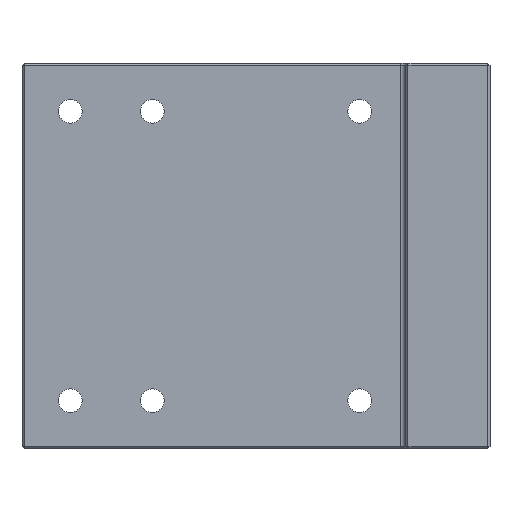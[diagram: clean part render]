
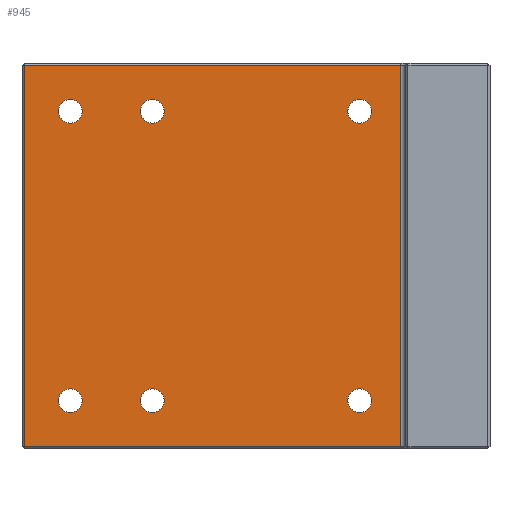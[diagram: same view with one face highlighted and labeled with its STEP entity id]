
A CAD part, front view. The second image highlights one B-rep face of the part: STEP entity #945.
In plain terms, the highlighted planar face has unit normal (0, -1, 0).
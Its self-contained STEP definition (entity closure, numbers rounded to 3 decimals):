
#73=CARTESIAN_POINT('',(0.5,80.5,-39.5));
#74=VERTEX_POINT('',#73);
#105=CARTESIAN_POINT('',(0.5,80.5,39.5));
#106=VERTEX_POINT('',#105);
#699=CARTESIAN_POINT('',(78.5,80.5,39.5));
#700=VERTEX_POINT('',#699);
#730=CARTESIAN_POINT('',(78.5,80.5,-39.5));
#731=VERTEX_POINT('',#730);
#786=CARTESIAN_POINT('',(0.5,80.5,-39.5));
#787=DIRECTION('',(0.0,0.0,1.0));
#788=VECTOR('',#787,79.0);
#789=LINE('',#786,#788);
#790=EDGE_CURVE('',#74,#106,#789,.T.);
#808=CARTESIAN_POINT('',(0.5,80.5,39.5));
#809=DIRECTION('',(1.0,0.0,0.0));
#810=VECTOR('',#809,78.);
#811=LINE('',#808,#810);
#812=EDGE_CURVE('',#106,#700,#811,.T.);
#830=CARTESIAN_POINT('',(78.5,80.5,-39.5));
#831=DIRECTION('',(-1.0,0.0,0.0));
#832=VECTOR('',#831,78.);
#833=LINE('',#830,#832);
#834=EDGE_CURVE('',#731,#74,#833,.T.);
#852=CARTESIAN_POINT('',(78.5,80.5,39.5));
#853=DIRECTION('',(0.0,0.0,-1.0));
#854=VECTOR('',#853,79.0);
#855=LINE('',#852,#854);
#856=EDGE_CURVE('',#700,#731,#855,.T.);
#868=CARTESIAN_POINT('',(79.5,80.5,0.0));
#869=DIRECTION('',(0.0,-1.0,0.0));
#870=DIRECTION('',(0.0,0.0,-1.0));
#871=AXIS2_PLACEMENT_3D('',#868,#869,#870);
#872=PLANE('',#871);
#873=ORIENTED_EDGE('',*,*,#812,.F.);
#874=ORIENTED_EDGE('',*,*,#790,.F.);
#875=ORIENTED_EDGE('',*,*,#834,.F.);
#876=ORIENTED_EDGE('',*,*,#856,.F.);
#877=EDGE_LOOP('',(#873,#874,#875,#876));
#878=FACE_OUTER_BOUND('',#877,.T.);
#879=CARTESIAN_POINT('',(67.541,80.5,-30.0));
#880=VERTEX_POINT('',#879);
#881=CARTESIAN_POINT('',(70.,80.5,-30.0));
#882=DIRECTION('',(0.0,1.0,0.0));
#883=DIRECTION('',(1.0,0.0,0.0));
#884=AXIS2_PLACEMENT_3D('',#881,#882,#883);
#885=CIRCLE('',#884,2.459);
#886=EDGE_CURVE('',#880,#880,#885,.T.);
#887=ORIENTED_EDGE('',*,*,#886,.T.);
#888=EDGE_LOOP('',(#887));
#889=FACE_BOUND('',#888,.T.);
#890=CARTESIAN_POINT('',(67.541,80.5,30.0));
#891=VERTEX_POINT('',#890);
#892=CARTESIAN_POINT('',(70.,80.5,30.0));
#893=DIRECTION('',(0.0,1.0,0.0));
#894=DIRECTION('',(1.0,0.0,0.0));
#895=AXIS2_PLACEMENT_3D('',#892,#893,#894);
#896=CIRCLE('',#895,2.459);
#897=EDGE_CURVE('',#891,#891,#896,.T.);
#898=ORIENTED_EDGE('',*,*,#897,.T.);
#899=EDGE_LOOP('',(#898));
#900=FACE_BOUND('',#899,.T.);
#901=CARTESIAN_POINT('',(7.541,80.5,-30.0));
#902=VERTEX_POINT('',#901);
#903=CARTESIAN_POINT('',(10.,80.5,-30.0));
#904=DIRECTION('',(0.0,1.0,0.0));
#905=DIRECTION('',(1.0,0.0,0.0));
#906=AXIS2_PLACEMENT_3D('',#903,#904,#905);
#907=CIRCLE('',#906,2.459);
#908=EDGE_CURVE('',#902,#902,#907,.T.);
#909=ORIENTED_EDGE('',*,*,#908,.T.);
#910=EDGE_LOOP('',(#909));
#911=FACE_BOUND('',#910,.T.);
#912=CARTESIAN_POINT('',(24.541,80.5,-30.0));
#913=VERTEX_POINT('',#912);
#914=CARTESIAN_POINT('',(27.,80.5,-30.0));
#915=DIRECTION('',(0.0,1.0,0.0));
#916=DIRECTION('',(1.0,0.0,0.0));
#917=AXIS2_PLACEMENT_3D('',#914,#915,#916);
#918=CIRCLE('',#917,2.459);
#919=EDGE_CURVE('',#913,#913,#918,.T.);
#920=ORIENTED_EDGE('',*,*,#919,.T.);
#921=EDGE_LOOP('',(#920));
#922=FACE_BOUND('',#921,.T.);
#923=CARTESIAN_POINT('',(7.541,80.5,30.0));
#924=VERTEX_POINT('',#923);
#925=CARTESIAN_POINT('',(10.,80.5,30.0));
#926=DIRECTION('',(0.0,1.0,0.0));
#927=DIRECTION('',(1.0,0.0,0.0));
#928=AXIS2_PLACEMENT_3D('',#925,#926,#927);
#929=CIRCLE('',#928,2.459);
#930=EDGE_CURVE('',#924,#924,#929,.T.);
#931=ORIENTED_EDGE('',*,*,#930,.T.);
#932=EDGE_LOOP('',(#931));
#933=FACE_BOUND('',#932,.T.);
#934=CARTESIAN_POINT('',(24.541,80.5,30.0));
#935=VERTEX_POINT('',#934);
#936=CARTESIAN_POINT('',(27.,80.5,30.0));
#937=DIRECTION('',(0.0,1.0,0.0));
#938=DIRECTION('',(1.0,0.0,0.0));
#939=AXIS2_PLACEMENT_3D('',#936,#937,#938);
#940=CIRCLE('',#939,2.459);
#941=EDGE_CURVE('',#935,#935,#940,.T.);
#942=ORIENTED_EDGE('',*,*,#941,.T.);
#943=EDGE_LOOP('',(#942));
#944=FACE_BOUND('',#943,.T.);
#945=ADVANCED_FACE('',(#878,#889,#900,#911,#922,#933,#944),#872,.T.);
